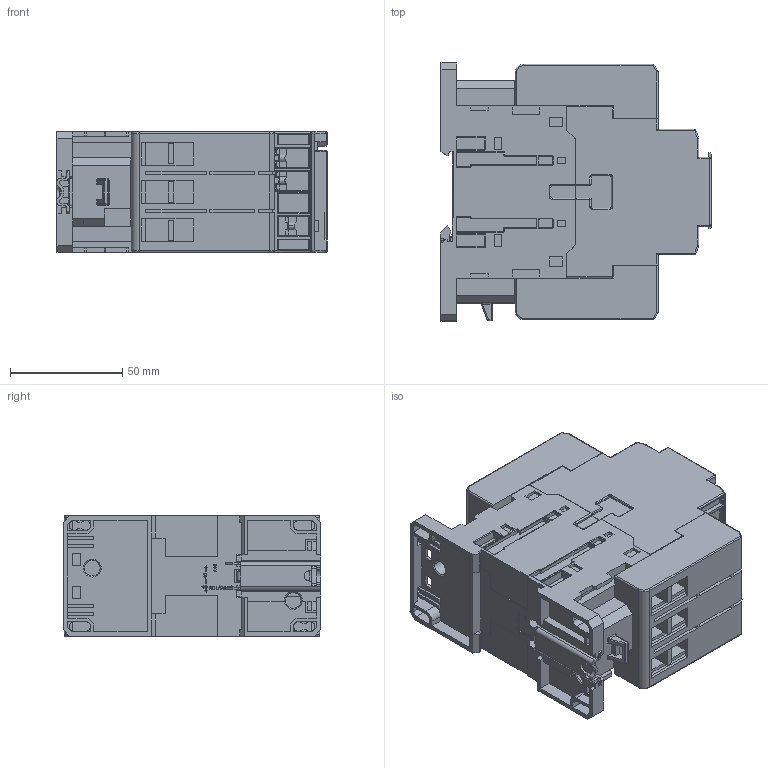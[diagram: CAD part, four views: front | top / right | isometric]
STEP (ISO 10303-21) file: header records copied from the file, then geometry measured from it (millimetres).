
FILE_DESCRIPTION (( 'STEP AP203' ), '1' );
FILE_NAME ('CWB65-11-30C03.step', '2020-08-11T10:46:37', ( '' ), ( '' ), 'SwSTEP 2.0', 'SolidWorks 2019', '' );
FILE_SCHEMA (( 'CONFIG_CONTROL_DESIGN' ));
Length unit declared in the file: inch
Products named in the file (1): CWB65-11-30C03
Bounding box: 120.6 x 115 x 53.8 mm (x, y, z)
Volume: 536942.1 mm3; surface area: 132526 mm2
Topology: 36 solids, 36 shells, 2437 faces, 6461 edges, 4132 vertices
Faces by surface type: plane 1513, cylinder 522, bspline 312, cone 90
Entity records: 85156 total; most frequent: CARTESIAN_POINT 27088, ORIENTED_EDGE 12846, DIRECTION 10940, EDGE_CURVE 6423, VECTOR 4406, LINE 4406, VERTEX_POINT 4132, AXIS2_PLACEMENT_3D 3267
